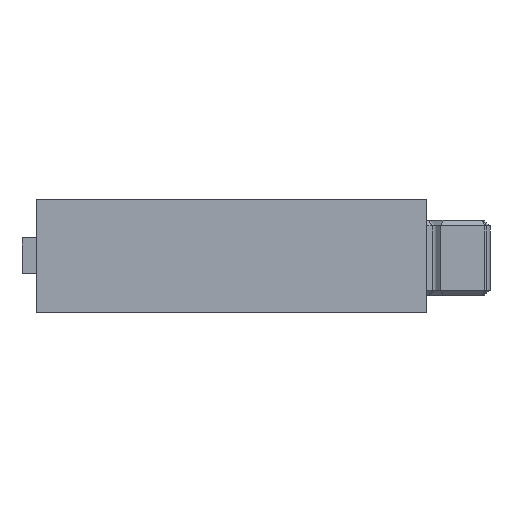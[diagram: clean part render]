
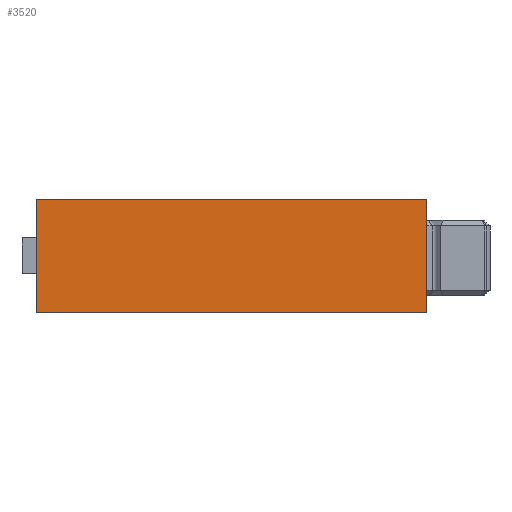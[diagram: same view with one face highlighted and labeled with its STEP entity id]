
A CAD part, left-side view. The second image highlights one B-rep face of the part: STEP entity #3520.
In plain terms, the highlighted planar face has unit normal (-1, 0, 0).
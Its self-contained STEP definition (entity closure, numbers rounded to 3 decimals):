
#194 = PLANE('',#195);
#195 = AXIS2_PLACEMENT_3D('',#196,#197,#198);
#196 = CARTESIAN_POINT('',(-11.919,17.948,0.));
#197 = DIRECTION('',(0.,0.,-1.));
#198 = DIRECTION('',(-1.,0.,0.));
#250 = PLANE('',#251);
#251 = AXIS2_PLACEMENT_3D('',#252,#253,#254);
#252 = CARTESIAN_POINT('',(-11.919,17.948,20.));
#253 = DIRECTION('',(0.,0.,-1.));
#254 = DIRECTION('',(-1.,0.,0.));
#278 = PLANE('',#279);
#279 = AXIS2_PLACEMENT_3D('',#280,#281,#282);
#280 = CARTESIAN_POINT('',(-25.,-15.,0.));
#281 = DIRECTION('',(0.,-1.,0.));
#282 = DIRECTION('',(-1.,0.,0.));
#1708 = VERTEX_POINT('',#1709);
#1709 = CARTESIAN_POINT('',(-52.5,-15.,0.));
#1756 = VERTEX_POINT('',#1757);
#1757 = CARTESIAN_POINT('',(-52.5,-15.,20.));
#1778 = EDGE_CURVE('',#1708,#1756,#1779,.T.);
#1779 = SURFACE_CURVE('',#1780,(#1784,#1791),.PCURVE_S1.);
#1780 = LINE('',#1781,#1782);
#1781 = CARTESIAN_POINT('',(-52.5,-15.,0.));
#1782 = VECTOR('',#1783,1.);
#1783 = DIRECTION('',(0.,0.,1.));
#1784 = PCURVE('',#278,#1785);
#1785 = DEFINITIONAL_REPRESENTATION('',(#1786),#1790);
#1786 = LINE('',#1787,#1788);
#1787 = CARTESIAN_POINT('',(27.5,0.));
#1788 = VECTOR('',#1789,1.);
#1789 = DIRECTION('',(0.,-1.));
#1790 = ( GEOMETRIC_REPRESENTATION_CONTEXT(2) 
PARAMETRIC_REPRESENTATION_CONTEXT() REPRESENTATION_CONTEXT('2D SPACE',''
  ) );
#1791 = PCURVE('',#1792,#1797);
#1792 = PLANE('',#1793);
#1793 = AXIS2_PLACEMENT_3D('',#1794,#1795,#1796);
#1794 = CARTESIAN_POINT('',(-52.5,-15.,0.));
#1795 = DIRECTION('',(-1.,0.,0.));
#1796 = DIRECTION('',(0.,1.,0.));
#1797 = DEFINITIONAL_REPRESENTATION('',(#1798),#1802);
#1798 = LINE('',#1799,#1800);
#1799 = CARTESIAN_POINT('',(0.,0.));
#1800 = VECTOR('',#1801,1.);
#1801 = DIRECTION('',(0.,-1.));
#1802 = ( GEOMETRIC_REPRESENTATION_CONTEXT(2) 
PARAMETRIC_REPRESENTATION_CONTEXT() REPRESENTATION_CONTEXT('2D SPACE',''
  ) );
#2163 = EDGE_CURVE('',#1708,#2164,#2166,.T.);
#2164 = VERTEX_POINT('',#2165);
#2165 = CARTESIAN_POINT('',(-52.5,54.,0.));
#2166 = SURFACE_CURVE('',#2167,(#2171,#2178),.PCURVE_S1.);
#2167 = LINE('',#2168,#2169);
#2168 = CARTESIAN_POINT('',(-52.5,-15.,0.));
#2169 = VECTOR('',#2170,1.);
#2170 = DIRECTION('',(0.,1.,0.));
#2171 = PCURVE('',#194,#2172);
#2172 = DEFINITIONAL_REPRESENTATION('',(#2173),#2177);
#2173 = LINE('',#2174,#2175);
#2174 = CARTESIAN_POINT('',(40.581,-32.948));
#2175 = VECTOR('',#2176,1.);
#2176 = DIRECTION('',(0.,1.));
#2177 = ( GEOMETRIC_REPRESENTATION_CONTEXT(2) 
PARAMETRIC_REPRESENTATION_CONTEXT() REPRESENTATION_CONTEXT('2D SPACE',''
  ) );
#2178 = PCURVE('',#1792,#2179);
#2179 = DEFINITIONAL_REPRESENTATION('',(#2180),#2184);
#2180 = LINE('',#2181,#2182);
#2181 = CARTESIAN_POINT('',(0.,0.));
#2182 = VECTOR('',#2183,1.);
#2183 = DIRECTION('',(1.,0.));
#2184 = ( GEOMETRIC_REPRESENTATION_CONTEXT(2) 
PARAMETRIC_REPRESENTATION_CONTEXT() REPRESENTATION_CONTEXT('2D SPACE',''
  ) );
#2202 = PLANE('',#2203);
#2203 = AXIS2_PLACEMENT_3D('',#2204,#2205,#2206);
#2204 = CARTESIAN_POINT('',(-52.5,54.,0.));
#2205 = DIRECTION('',(0.,1.,0.));
#2206 = DIRECTION('',(1.,0.,0.));
#2459 = EDGE_CURVE('',#1756,#2460,#2462,.T.);
#2460 = VERTEX_POINT('',#2461);
#2461 = CARTESIAN_POINT('',(-52.5,54.,20.));
#2462 = SURFACE_CURVE('',#2463,(#2467,#2474),.PCURVE_S1.);
#2463 = LINE('',#2464,#2465);
#2464 = CARTESIAN_POINT('',(-52.5,-15.,20.));
#2465 = VECTOR('',#2466,1.);
#2466 = DIRECTION('',(0.,1.,0.));
#2467 = PCURVE('',#250,#2468);
#2468 = DEFINITIONAL_REPRESENTATION('',(#2469),#2473);
#2469 = LINE('',#2470,#2471);
#2470 = CARTESIAN_POINT('',(40.581,-32.948));
#2471 = VECTOR('',#2472,1.);
#2472 = DIRECTION('',(0.,1.));
#2473 = ( GEOMETRIC_REPRESENTATION_CONTEXT(2) 
PARAMETRIC_REPRESENTATION_CONTEXT() REPRESENTATION_CONTEXT('2D SPACE',''
  ) );
#2474 = PCURVE('',#1792,#2475);
#2475 = DEFINITIONAL_REPRESENTATION('',(#2476),#2480);
#2476 = LINE('',#2477,#2478);
#2477 = CARTESIAN_POINT('',(0.,-20.));
#2478 = VECTOR('',#2479,1.);
#2479 = DIRECTION('',(1.,0.));
#2480 = ( GEOMETRIC_REPRESENTATION_CONTEXT(2) 
PARAMETRIC_REPRESENTATION_CONTEXT() REPRESENTATION_CONTEXT('2D SPACE',''
  ) );
#3520 = ADVANCED_FACE('',(#3521),#1792,.T.);
#3521 = FACE_BOUND('',#3522,.T.);
#3522 = EDGE_LOOP('',(#3523,#3524,#3525,#3546));
#3523 = ORIENTED_EDGE('',*,*,#1778,.T.);
#3524 = ORIENTED_EDGE('',*,*,#2459,.T.);
#3525 = ORIENTED_EDGE('',*,*,#3526,.F.);
#3526 = EDGE_CURVE('',#2164,#2460,#3527,.T.);
#3527 = SURFACE_CURVE('',#3528,(#3532,#3539),.PCURVE_S1.);
#3528 = LINE('',#3529,#3530);
#3529 = CARTESIAN_POINT('',(-52.5,54.,0.));
#3530 = VECTOR('',#3531,1.);
#3531 = DIRECTION('',(0.,0.,1.));
#3532 = PCURVE('',#1792,#3533);
#3533 = DEFINITIONAL_REPRESENTATION('',(#3534),#3538);
#3534 = LINE('',#3535,#3536);
#3535 = CARTESIAN_POINT('',(69.,0.));
#3536 = VECTOR('',#3537,1.);
#3537 = DIRECTION('',(0.,-1.));
#3538 = ( GEOMETRIC_REPRESENTATION_CONTEXT(2) 
PARAMETRIC_REPRESENTATION_CONTEXT() REPRESENTATION_CONTEXT('2D SPACE',''
  ) );
#3539 = PCURVE('',#2202,#3540);
#3540 = DEFINITIONAL_REPRESENTATION('',(#3541),#3545);
#3541 = LINE('',#3542,#3543);
#3542 = CARTESIAN_POINT('',(0.,0.));
#3543 = VECTOR('',#3544,1.);
#3544 = DIRECTION('',(0.,-1.));
#3545 = ( GEOMETRIC_REPRESENTATION_CONTEXT(2) 
PARAMETRIC_REPRESENTATION_CONTEXT() REPRESENTATION_CONTEXT('2D SPACE',''
  ) );
#3546 = ORIENTED_EDGE('',*,*,#2163,.F.);
